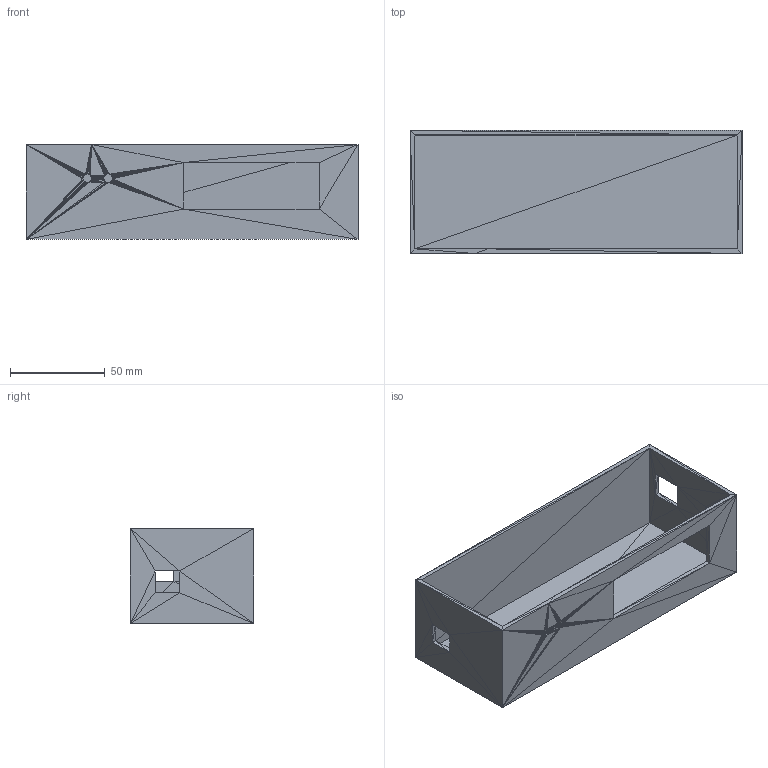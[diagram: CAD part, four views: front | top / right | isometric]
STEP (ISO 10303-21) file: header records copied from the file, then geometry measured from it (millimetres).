
FILE_DESCRIPTION((''),'2;1');
FILE_NAME('bottom-arduino (1)', '2025-12-09T18:58:57', (''), (''), 'ImageToStl.com STEP Converter','', '');
FILE_SCHEMA(('AUTOMOTIVE_DESIGN_CC2'));
Length unit declared in the file: metre
Products named in the file (1): product0
Bounding box: 175 x 65 x 50 mm (x, y, z)
Surface area: 65351 mm2 (no closed solid volume)
Topology: 0 solids, 508 shells, 508 faces, 1524 edges, 244 vertices
Faces by surface type: plane 508
Entity records: 11692 total; most frequent: DIRECTION 2542, ORIENTED_EDGE 1524, EDGE_CURVE 1524, LINE 1524, VECTOR 1524, AXIS2_PLACEMENT_3D 509, FACE_SURFACE 508, PLANE 508
